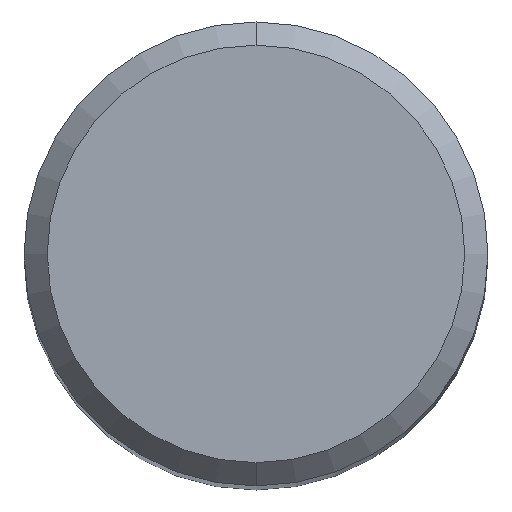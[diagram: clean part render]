
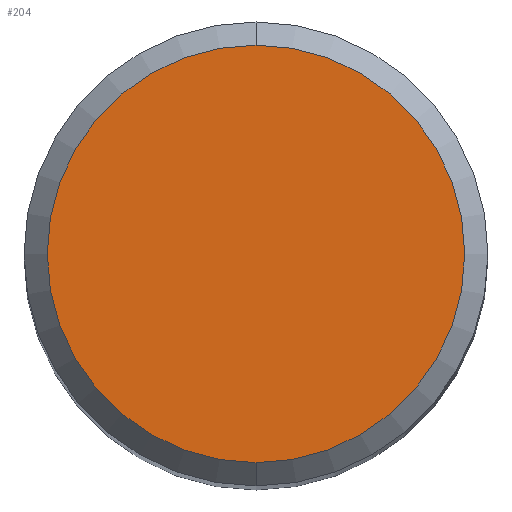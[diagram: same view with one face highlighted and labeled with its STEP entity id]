
A CAD part, top view. The second image highlights one B-rep face of the part: STEP entity #204.
In plain terms, the highlighted planar face has unit normal (0, 0, 1).
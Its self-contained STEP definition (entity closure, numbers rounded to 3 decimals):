
#192=VERTEX_POINT('',#494);
#204=ADVANCED_FACE('',(#508),#509,.T.);
#278=EDGE_CURVE('',#192,#332,#590,.T.);
#326=EDGE_CURVE('',#332,#192,#640,.T.);
#332=VERTEX_POINT('',#646);
#494=CARTESIAN_POINT('',(0.,-4.5,0.0));
#508=FACE_OUTER_BOUND('',#872,.T.);
#509=PLANE('',#873);
#590=CIRCLE('',#1070,4.5);
#640=CIRCLE('',#1165,4.5);
#646=CARTESIAN_POINT('',(0.0,4.5,0.0));
#872=EDGE_LOOP('',(#1482,#1483));
#873=AXIS2_PLACEMENT_3D('',#1484,#1485,#1486);
#1070=AXIS2_PLACEMENT_3D('',#1571,#1572,#1573);
#1165=AXIS2_PLACEMENT_3D('',#1598,#1599,#1600);
#1482=ORIENTED_EDGE('',*,*,#326,.F.);
#1483=ORIENTED_EDGE('',*,*,#278,.F.);
#1484=CARTESIAN_POINT('',(0.0,2.25,0.0));
#1485=DIRECTION('',(-0.0,0.0,1.0));
#1486=DIRECTION('',(0.0,-1.0,0.0));
#1571=CARTESIAN_POINT('',(0.0,0.0,0.0));
#1572=DIRECTION('',(0.0,0.0,-1.0));
#1573=DIRECTION('',(0.0,1.0,0.0));
#1598=CARTESIAN_POINT('',(0.0,0.0,0.0));
#1599=DIRECTION('',(0.0,0.0,-1.0));
#1600=DIRECTION('',(0.0,1.0,0.0));
